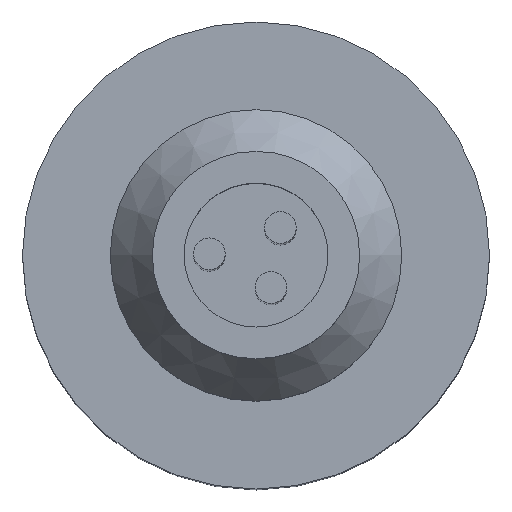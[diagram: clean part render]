
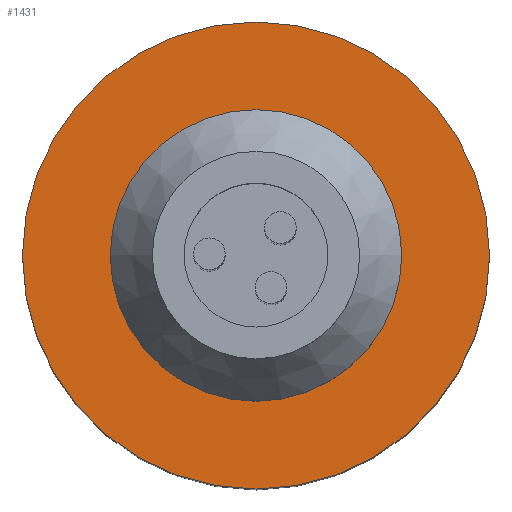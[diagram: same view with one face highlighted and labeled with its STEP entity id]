
A CAD part, top view. The second image highlights one B-rep face of the part: STEP entity #1431.
In plain terms, the highlighted planar face has unit normal (0, 0, 1).
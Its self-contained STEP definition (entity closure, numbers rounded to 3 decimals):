
#31=FACE_BOUND($,#284,.T.);
#32=FACE_BOUND($,#285,.T.);
#60=CIRCLE($,#1502,7.8);
#61=CIRCLE($,#1504,12.5);
#110=PLANE($,#1506);
#284=EDGE_LOOP($,(#1193));
#285=EDGE_LOOP($,(#1194));
#691=VERTEX_POINT($,#2552);
#692=VERTEX_POINT($,#2555);
#878=EDGE_CURVE($,#691,#691,#60,.T.);
#879=EDGE_CURVE($,#692,#692,#61,.T.);
#1193=ORIENTED_EDGE($,*,*,#878,.T.);
#1194=ORIENTED_EDGE($,*,*,#879,.F.);
#1431=ADVANCED_FACE($,(#31,#32),#110,.F.);
#1502=AXIS2_PLACEMENT_3D($,#2553,#1745,#1746);
#1504=AXIS2_PLACEMENT_3D($,#2556,#1749,#1750);
#1506=AXIS2_PLACEMENT_3D($,#2559,#1753,#1754);
#1745=DIRECTION('center_axis',(0.,0.,-1.));
#1746=DIRECTION('ref_axis',(-1.,0.,0.));
#1749=DIRECTION('center_axis',(0.,0.,-1.));
#1750=DIRECTION('ref_axis',(-1.,0.,0.));
#1753=DIRECTION('center_axis',(0.,0.,-1.));
#1754=DIRECTION('ref_axis',(-1.,0.,0.));
#2552=CARTESIAN_POINT('',(7.8,0.,28.));
#2553=CARTESIAN_POINT('Origin',(0.,0.,28.));
#2555=CARTESIAN_POINT('',(12.5,0.,28.));
#2556=CARTESIAN_POINT('Origin',(0.,0.,28.));
#2559=CARTESIAN_POINT('Origin',(0.,0.,28.));
